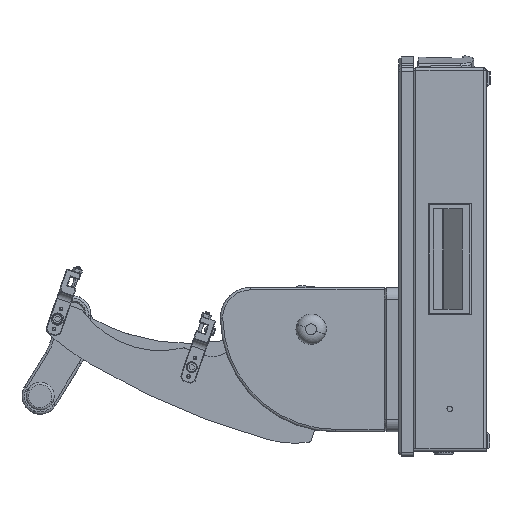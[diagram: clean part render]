
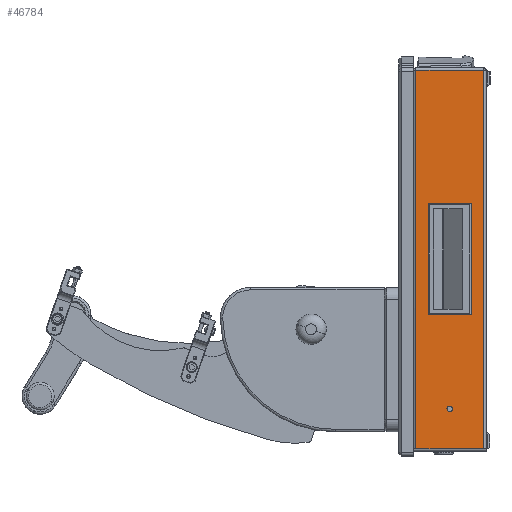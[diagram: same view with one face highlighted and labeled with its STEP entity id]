
A CAD part, left-side view. The second image highlights one B-rep face of the part: STEP entity #46784.
In plain terms, the highlighted face is planar.
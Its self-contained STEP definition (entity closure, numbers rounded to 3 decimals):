
#380 = ORIENTED_EDGE ( 'NONE', *, *, #35429, .T. ) ;
#973 = EDGE_CURVE ( 'NONE', #42272, #20012, #54928, .T. ) ;
#1297 = DIRECTION ( 'NONE',  ( 1., 0., 0. ) ) ;
#1723 = EDGE_CURVE ( 'NONE', #27965, #46571, #27910, .T. ) ;
#1928 = EDGE_CURVE ( 'NONE', #54509, #43225, #3182, .T. ) ;
#3182 = LINE ( 'NONE', #15628, #21701 ) ;
#3361 = CARTESIAN_POINT ( 'NONE',  ( 200.3, 0., -13.85 ) ) ;
#3497 = ORIENTED_EDGE ( 'NONE', *, *, #43607, .F. ) ;
#4470 = FACE_BOUND ( 'NONE', #10654, .T. ) ;
#4712 = DIRECTION ( 'NONE',  ( 0., 1., 0. ) ) ;
#5282 = LINE ( 'NONE', #12369, #52830 ) ;
#6814 = VERTEX_POINT ( 'NONE', #22677 ) ;
#7115 = CIRCLE ( 'NONE', #51107, 2.25 ) ;
#7760 = DIRECTION ( 'NONE',  ( 0., 0., -1. ) ) ;
#9136 = DIRECTION ( 'NONE',  ( 0., 0., 1. ) ) ;
#9606 = CARTESIAN_POINT ( 'NONE',  ( 281., 0., 2.25 ) ) ;
#9871 = LINE ( 'NONE', #25213, #18727 ) ;
#10034 = VERTEX_POINT ( 'NONE', #9606 ) ;
#10215 = ORIENTED_EDGE ( 'NONE', *, *, #39386, .T. ) ;
#10654 = EDGE_LOOP ( 'NONE', ( #52620, #29080, #21293, #52503, #21878, #27502, #15812, #20095 ) ) ;
#10854 = EDGE_LOOP ( 'NONE', ( #54599, #28065 ) ) ;
#11110 = DIRECTION ( 'NONE',  ( 0., 0., -1. ) ) ;
#11268 = CIRCLE ( 'NONE', #21647, 1.5 ) ;
#11747 = VERTEX_POINT ( 'NONE', #37698 ) ;
#12010 = VERTEX_POINT ( 'NONE', #55353 ) ;
#12223 = DIRECTION ( 'NONE',  ( 0., -1., 0. ) ) ;
#12369 = CARTESIAN_POINT ( 'NONE',  ( 115.7, 0., -15.35 ) ) ;
#12690 = CARTESIAN_POINT ( 'NONE',  ( 200.3, 0., 15.35 ) ) ;
#12974 = EDGE_CURVE ( 'NONE', #12010, #10034, #37390, .T. ) ;
#13295 = DIRECTION ( 'NONE',  ( 0., -1., 0. ) ) ;
#13437 = CIRCLE ( 'NONE', #23363, 1.5 ) ;
#13842 = VERTEX_POINT ( 'NONE', #20310 ) ;
#15628 = CARTESIAN_POINT ( 'NONE',  ( 115.7, 0., 15.35 ) ) ;
#15812 = ORIENTED_EDGE ( 'NONE', *, *, #43968, .T. ) ;
#16724 = CARTESIAN_POINT ( 'NONE',  ( 201.8, 0., -13.85 ) ) ;
#17767 = CARTESIAN_POINT ( 'NONE',  ( 281., 0., 0. ) ) ;
#18727 = VECTOR ( 'NONE', #7760, 1000. ) ;
#19642 = DIRECTION ( 'NONE',  ( 0., 0., 1. ) ) ;
#19788 = CIRCLE ( 'NONE', #50287, 1.5 ) ;
#20012 = VERTEX_POINT ( 'NONE', #29315 ) ;
#20095 = ORIENTED_EDGE ( 'NONE', *, *, #30357, .T. ) ;
#20310 = CARTESIAN_POINT ( 'NONE',  ( 313.9, 0., -27.9 ) ) ;
#21096 = CARTESIAN_POINT ( 'NONE',  ( 201.8, 0., 13.85 ) ) ;
#21117 = VECTOR ( 'NONE', #33112, 1000. ) ;
#21293 = ORIENTED_EDGE ( 'NONE', *, *, #1928, .T. ) ;
#21312 = CIRCLE ( 'NONE', #45789, 1.5 ) ;
#21572 = CARTESIAN_POINT ( 'NONE',  ( 281., 0., 0. ) ) ;
#21647 = AXIS2_PLACEMENT_3D ( 'NONE', #3361, #12223, #38516 ) ;
#21701 = VECTOR ( 'NONE', #55097, 1000. ) ;
#21703 = CARTESIAN_POINT ( 'NONE',  ( 115.7, 0., 13.85 ) ) ;
#21878 = ORIENTED_EDGE ( 'NONE', *, *, #973, .T. ) ;
#22224 = CARTESIAN_POINT ( 'NONE',  ( 2.1, 0., -27.9 ) ) ;
#22677 = CARTESIAN_POINT ( 'NONE',  ( 200.3, 0., -15.35 ) ) ;
#23098 = DIRECTION ( 'NONE',  ( 0., 0., -1. ) ) ;
#23171 = PLANE ( 'NONE',  #24633 ) ;
#23363 = AXIS2_PLACEMENT_3D ( 'NONE', #21703, #39813, #35012 ) ;
#24254 = DIRECTION ( 'NONE',  ( 0., -1., 0. ) ) ;
#24507 = DIRECTION ( 'NONE',  ( 0., -1., 0. ) ) ;
#24633 = AXIS2_PLACEMENT_3D ( 'NONE', #55181, #24507, #11110 ) ;
#25213 = CARTESIAN_POINT ( 'NONE',  ( 313.9, 0., 30. ) ) ;
#26467 = CARTESIAN_POINT ( 'NONE',  ( 200.3, 0., 13.85 ) ) ;
#26938 = CARTESIAN_POINT ( 'NONE',  ( 2.1, 0., 30. ) ) ;
#27502 = ORIENTED_EDGE ( 'NONE', *, *, #42017, .T. ) ;
#27910 = LINE ( 'NONE', #26938, #29280 ) ;
#27965 = VERTEX_POINT ( 'NONE', #38846 ) ;
#28065 = ORIENTED_EDGE ( 'NONE', *, *, #12974, .F. ) ;
#28310 = CARTESIAN_POINT ( 'NONE',  ( 2.1, 0., 27.9 ) ) ;
#28671 = CARTESIAN_POINT ( 'NONE',  ( 114.2, 0., -13.85 ) ) ;
#29080 = ORIENTED_EDGE ( 'NONE', *, *, #51353, .T. ) ;
#29280 = VECTOR ( 'NONE', #23098, 1000. ) ;
#29315 = CARTESIAN_POINT ( 'NONE',  ( 114.2, 0., -13.85 ) ) ;
#30260 = EDGE_CURVE ( 'NONE', #56769, #34241, #33224, .T. ) ;
#30357 = EDGE_CURVE ( 'NONE', #6814, #56769, #11268, .T. ) ;
#31012 = DIRECTION ( 'NONE',  ( 0., 1., 0. ) ) ;
#32097 = VECTOR ( 'NONE', #1297, 1000. ) ;
#33112 = DIRECTION ( 'NONE',  ( 0., 0., -1. ) ) ;
#33224 = LINE ( 'NONE', #50936, #56043 ) ;
#34241 = VERTEX_POINT ( 'NONE', #21096 ) ;
#34579 = EDGE_CURVE ( 'NONE', #43225, #42272, #13437, .T. ) ;
#34731 = FACE_OUTER_BOUND ( 'NONE', #51973, .T. ) ;
#34903 = LINE ( 'NONE', #43899, #57024 ) ;
#35012 = DIRECTION ( 'NONE',  ( 0., 0., 1. ) ) ;
#35125 = EDGE_CURVE ( 'NONE', #10034, #12010, #7115, .T. ) ;
#35429 = EDGE_CURVE ( 'NONE', #11747, #13842, #9871, .T. ) ;
#36774 = FACE_BOUND ( 'NONE', #10854, .T. ) ;
#37390 = CIRCLE ( 'NONE', #50019, 2.25 ) ;
#37698 = CARTESIAN_POINT ( 'NONE',  ( 313.9, 0., 27.9 ) ) ;
#38516 = DIRECTION ( 'NONE',  ( 0., 0., -1. ) ) ;
#38846 = CARTESIAN_POINT ( 'NONE',  ( 2.1, 0., 27.9 ) ) ;
#39234 = CARTESIAN_POINT ( 'NONE',  ( 114.2, 0., 13.85 ) ) ;
#39386 = EDGE_CURVE ( 'NONE', #27965, #11747, #45166, .T. ) ;
#39676 = DIRECTION ( 'NONE',  ( 1., 0., 0. ) ) ;
#39813 = DIRECTION ( 'NONE',  ( 0., -1., 0. ) ) ;
#42017 = EDGE_CURVE ( 'NONE', #20012, #49258, #21312, .T. ) ;
#42272 = VERTEX_POINT ( 'NONE', #39234 ) ;
#43225 = VERTEX_POINT ( 'NONE', #45497 ) ;
#43607 = EDGE_CURVE ( 'NONE', #46571, #13842, #34903, .T. ) ;
#43899 = CARTESIAN_POINT ( 'NONE',  ( 2.1, 0., -27.9 ) ) ;
#43968 = EDGE_CURVE ( 'NONE', #49258, #6814, #5282, .T. ) ;
#45166 = LINE ( 'NONE', #28310, #32097 ) ;
#45497 = CARTESIAN_POINT ( 'NONE',  ( 115.7, 0., 15.35 ) ) ;
#45789 = AXIS2_PLACEMENT_3D ( 'NONE', #54758, #24254, #19642 ) ;
#46048 = DIRECTION ( 'NONE',  ( 0., 0., 1. ) ) ;
#46571 = VERTEX_POINT ( 'NONE', #22224 ) ;
#46784 = ADVANCED_FACE ( 'NONE', ( #4470, #34731, #36774 ), #23171, .F. ) ;
#48647 = DIRECTION ( 'NONE',  ( 0., 0., 1. ) ) ;
#48788 = ORIENTED_EDGE ( 'NONE', *, *, #1723, .F. ) ;
#49258 = VERTEX_POINT ( 'NONE', #52861 ) ;
#50019 = AXIS2_PLACEMENT_3D ( 'NONE', #17767, #4712, #9136 ) ;
#50287 = AXIS2_PLACEMENT_3D ( 'NONE', #26467, #13295, #48647 ) ;
#50936 = CARTESIAN_POINT ( 'NONE',  ( 201.8, 0., -13.85 ) ) ;
#51107 = AXIS2_PLACEMENT_3D ( 'NONE', #21572, #31012, #56902 ) ;
#51353 = EDGE_CURVE ( 'NONE', #34241, #54509, #19788, .T. ) ;
#51973 = EDGE_LOOP ( 'NONE', ( #3497, #48788, #10215, #380 ) ) ;
#52503 = ORIENTED_EDGE ( 'NONE', *, *, #34579, .T. ) ;
#52620 = ORIENTED_EDGE ( 'NONE', *, *, #30260, .T. ) ;
#52783 = DIRECTION ( 'NONE',  ( 1., 0., 0. ) ) ;
#52830 = VECTOR ( 'NONE', #52783, 1000. ) ;
#52861 = CARTESIAN_POINT ( 'NONE',  ( 115.7, 0., -15.35 ) ) ;
#54509 = VERTEX_POINT ( 'NONE', #12690 ) ;
#54599 = ORIENTED_EDGE ( 'NONE', *, *, #35125, .F. ) ;
#54758 = CARTESIAN_POINT ( 'NONE',  ( 115.7, 0., -13.85 ) ) ;
#54928 = LINE ( 'NONE', #28671, #21117 ) ;
#55097 = DIRECTION ( 'NONE',  ( -1., 0., 0. ) ) ;
#55181 = CARTESIAN_POINT ( 'NONE',  ( 0., 0., 30. ) ) ;
#55353 = CARTESIAN_POINT ( 'NONE',  ( 281., 0., -2.25 ) ) ;
#56043 = VECTOR ( 'NONE', #46048, 1000. ) ;
#56769 = VERTEX_POINT ( 'NONE', #16724 ) ;
#56902 = DIRECTION ( 'NONE',  ( 0., 0., 1. ) ) ;
#57024 = VECTOR ( 'NONE', #39676, 1000. ) ;
